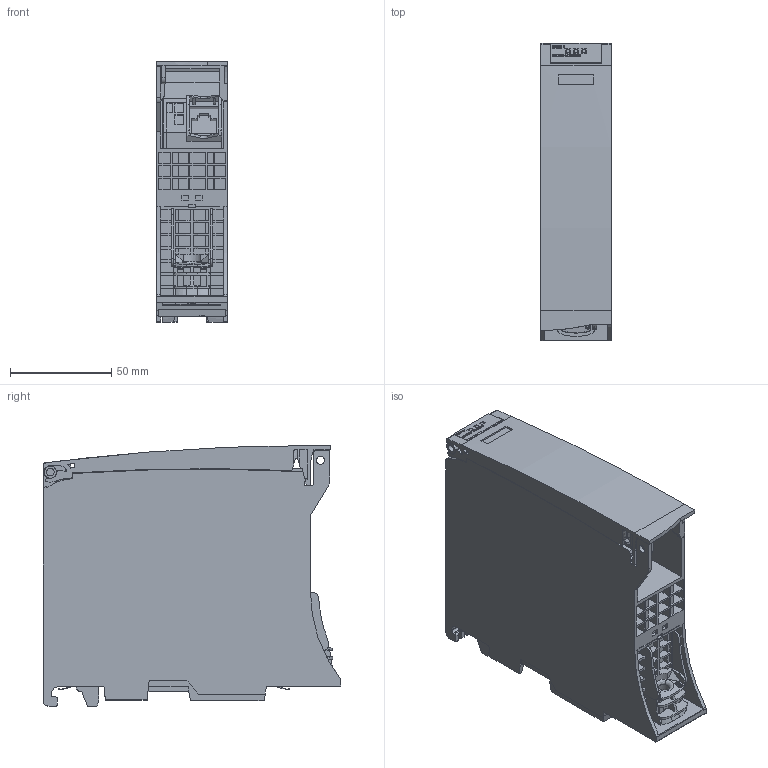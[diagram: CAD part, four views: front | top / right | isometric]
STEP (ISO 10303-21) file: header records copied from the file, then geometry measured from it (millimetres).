
FILE_DESCRIPTION (( 'STEP AP214' ), '1' );
FILE_NAME ('6GK75431AX000EX0_001_STEP1.STEP', '2013-02-22T11:28:51', ( '' ), ( '' ), 'SwSTEP 2.0', 'SolidWorks 2013', '' );
FILE_SCHEMA (( 'AUTOMOTIVE_DESIGN' ));
Length unit declared in the file: millimetre
Products named in the file (4): Beschriftung; Klappe; Body; 6GK75431AX000EX0_001_STEP1
Assembly tree (3 placements, depth 2):
  6GK75431AX000EX0_001_STEP1
    Body
    Klappe
    Beschriftung
Bounding box: 34.81 x 147 x 128.96 mm (x, y, z)
Volume: 473907.5 mm3; surface area: 87100.2 mm2
Topology: 2 solids, 53 shells, 2127 faces, 6386 edges, 4451 vertices
Faces by surface type: plane 1754, cylinder 295, bspline 77, torus 1
Full cylindrical faces by diameter (mm): 1.599 x6, 3.788 x2, 4 x2, 5.372 x1
Entity records: 99214 total; most frequent: CARTESIAN_POINT 20117, ORIENTED_EDGE 12140, DIRECTION 10265, EDGE_CURVE 6367, VECTOR 4699, LINE 4699, VERTEX_POINT 4443, AXIS2_PLACEMENT_3D 2783
